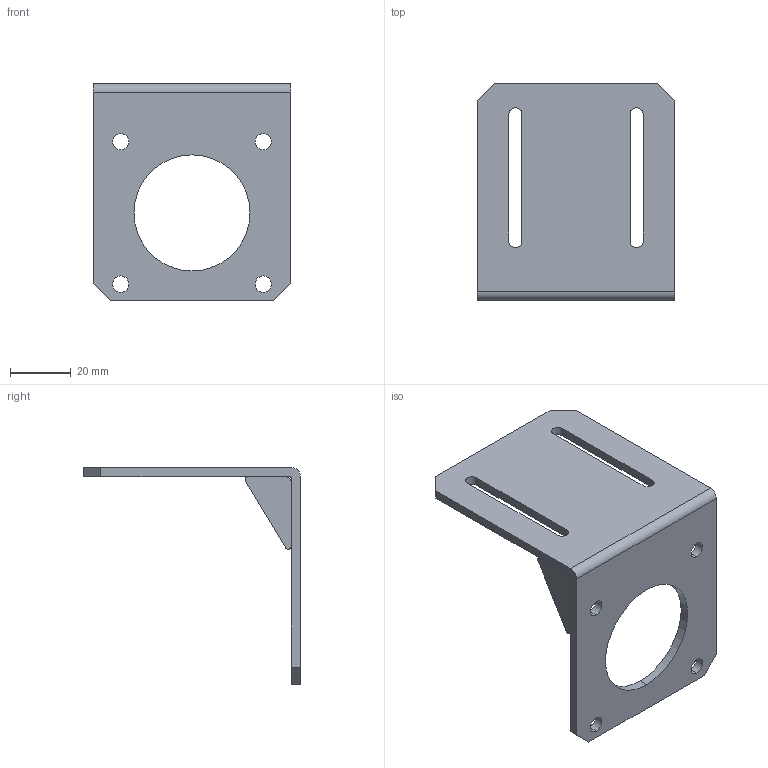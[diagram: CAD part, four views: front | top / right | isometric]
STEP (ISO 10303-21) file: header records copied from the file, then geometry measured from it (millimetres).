
FILE_DESCRIPTION (( 'STEP AP203' ), '1' );
FILE_NAME ('B86 ﾊ煇鳫 葢鞳瑣褄 Nema 23.step', '2026-01-23T12:35:07', ( '' ), ( '' ), 'SwSTEP 2.0', 'SolidWorks 2026', '' );
FILE_SCHEMA (( 'CONFIG_CONTROL_DESIGN' ));
Length unit declared in the file: millimetre
Products named in the file (2): B86 Кронштейн двигателя Nema 23_00; B86 Кронштейн двигателя Nema 23
Assembly tree (1 placements, depth 2):
  B86 Кронштейн двигателя Nema 23
    B86 Кронштейн двигателя Nema 23_00
Bounding box: 65.15 x 71.5 x 71.5 mm (x, y, z)
Volume: 22999.5 mm3; surface area: 18191 mm2
Topology: 3 solids, 3 shells, 48 faces, 126 edges, 84 vertices
Faces by surface type: plane 26, cylinder 22
Entity records: 1714 total; most frequent: DIRECTION 274, CARTESIAN_POINT 262, ORIENTED_EDGE 252, EDGE_CURVE 126, AXIS2_PLACEMENT_3D 96, VERTEX_POINT 84, VECTOR 82, LINE 82
